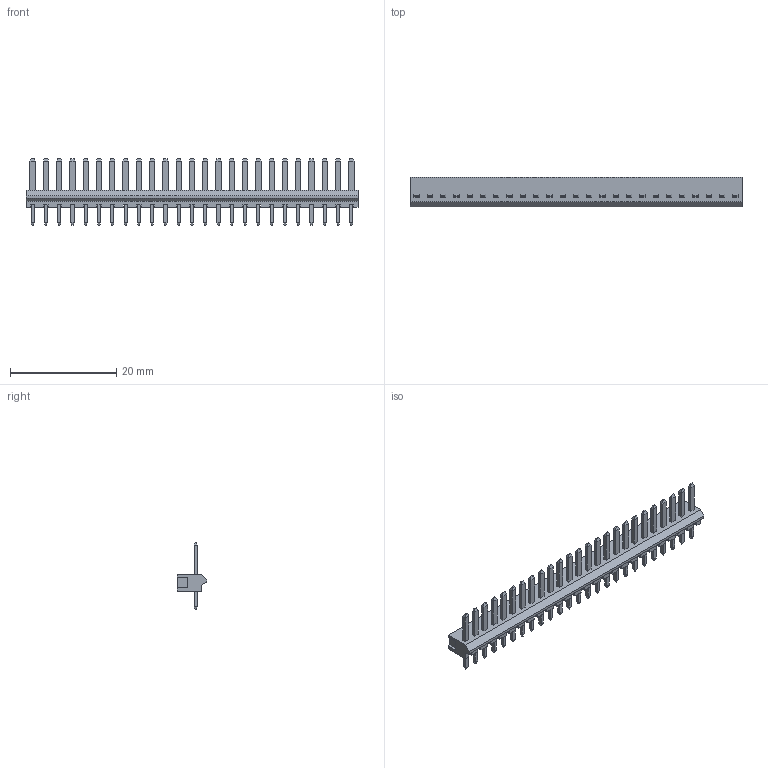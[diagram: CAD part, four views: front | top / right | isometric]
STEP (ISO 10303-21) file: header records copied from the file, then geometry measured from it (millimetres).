
FILE_DESCRIPTION(('FreeCAD Model'),'2;1');
FILE_NAME('Open CASCADE Shape Model','2021-07-29T09:56:17',( 'kicad StepUp'),('ksu MCAD'),'Open CASCADE STEP processor 7.4', 'FreeCAD','Unknown');
FILE_SCHEMA(('AUTOMOTIVE_DESIGN { 1 0 10303 214 1 1 1 1 }'));
Length unit declared in the file: millimetre
Products named in the file (1): JST_NH_B25P-SHF-1AA_1x25_P2.50mm_Vertical.copy
Bounding box: 62.5 x 5.6 x 12.6 mm (x, y, z)
Volume: 971.6 mm3; surface area: 2184.3 mm2
Topology: 51 solids, 51 shells, 737 faces, 1633 edges, 1022 vertices
Faces by surface type: plane 537, bspline 200
Entity records: 44773 total; most frequent: CARTESIAN_POINT 8875, DIRECTION 4359, LINE 3283, VECTOR 3283, ORIENTED_EDGE 3266, PCURVE 3266, DEFINITIONAL_REPRESENTATION 3266, EDGE_CURVE 1633
